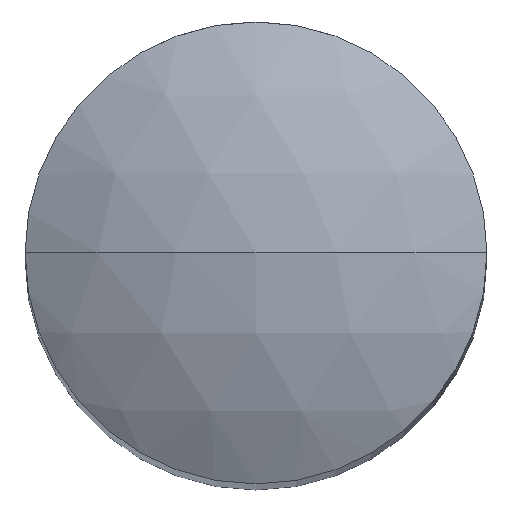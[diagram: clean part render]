
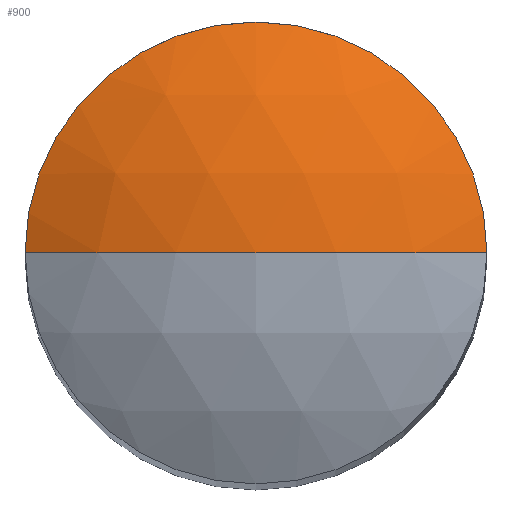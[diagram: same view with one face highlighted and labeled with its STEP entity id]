
A CAD part, top view. The second image highlights one B-rep face of the part: STEP entity #900.
In plain terms, the highlighted spherical face has radius 10 mm.
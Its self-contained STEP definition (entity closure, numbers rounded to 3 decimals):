
#69 = DIRECTION ( 'NONE',  ( 1., 0., 0. ) ) ;
#133 = AXIS2_PLACEMENT_3D ( 'NONE', #907, #494, #69 ) ;
#149 = SPHERICAL_SURFACE ( 'NONE', #133, 10. ) ;
#171 = CARTESIAN_POINT ( 'NONE',  ( 0., 0., 30. ) ) ;
#191 = VERTEX_POINT ( 'NONE', #824 ) ;
#201 = VERTEX_POINT ( 'NONE', #767 ) ;
#202 = AXIS2_PLACEMENT_3D ( 'NONE', #689, #268, #764 ) ;
#213 = AXIS2_PLACEMENT_3D ( 'NONE', #171, #670, #244 ) ;
#242 = DIRECTION ( 'NONE',  ( 1., 0., 0. ) ) ;
#244 = DIRECTION ( 'NONE',  ( 0., 0., 1. ) ) ;
#248 = DIRECTION ( 'NONE',  ( 0., -1., 0. ) ) ;
#255 = CARTESIAN_POINT ( 'NONE',  ( 0., 0., 30. ) ) ;
#268 = DIRECTION ( 'NONE',  ( 0., 0., -1. ) ) ;
#292 = VERTEX_POINT ( 'NONE', #386 ) ;
#299 = EDGE_CURVE ( 'NONE', #292, #191, #396, .T. ) ;
#386 = CARTESIAN_POINT ( 'NONE',  ( 0., 0., 40. ) ) ;
#394 = CIRCLE ( 'NONE', #202, 5. ) ;
#396 = CIRCLE ( 'NONE', #401, 10. ) ;
#401 = AXIS2_PLACEMENT_3D ( 'NONE', #255, #248, #242 ) ;
#418 = ORIENTED_EDGE ( 'NONE', *, *, #810, .T. ) ;
#426 = ORIENTED_EDGE ( 'NONE', *, *, #299, .F. ) ;
#494 = DIRECTION ( 'NONE',  ( 0., -1., 0. ) ) ;
#527 = EDGE_LOOP ( 'NONE', ( #426, #418, #776 ) ) ;
#535 = FACE_OUTER_BOUND ( 'NONE', #527, .T. ) ;
#626 = CIRCLE ( 'NONE', #213, 10. ) ;
#670 = DIRECTION ( 'NONE',  ( 0., 1., 0. ) ) ;
#689 = CARTESIAN_POINT ( 'NONE',  ( 0., 0., 38.66 ) ) ;
#764 = DIRECTION ( 'NONE',  ( -1., 0., 0. ) ) ;
#767 = CARTESIAN_POINT ( 'NONE',  ( 5., 0., 38.66 ) ) ;
#776 = ORIENTED_EDGE ( 'NONE', *, *, #866, .F. ) ;
#810 = EDGE_CURVE ( 'NONE', #292, #201, #626, .T. ) ;
#824 = CARTESIAN_POINT ( 'NONE',  ( -5., 0., 38.66 ) ) ;
#866 = EDGE_CURVE ( 'NONE', #191, #201, #394, .T. ) ;
#900 = ADVANCED_FACE ( 'NONE', ( #535 ), #149, .T. ) ;
#907 = CARTESIAN_POINT ( 'NONE',  ( 0., 0., 30. ) ) ;
